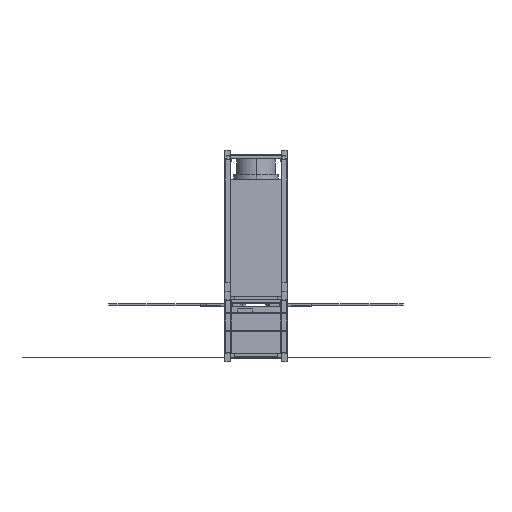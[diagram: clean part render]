
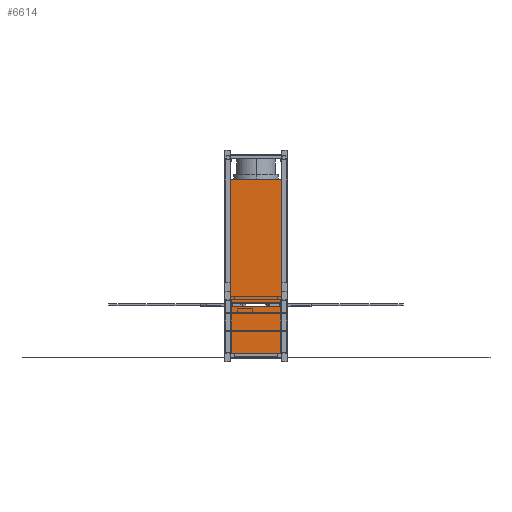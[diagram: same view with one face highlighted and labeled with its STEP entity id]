
A CAD part, left-side view. The second image highlights one B-rep face of the part: STEP entity #6614.
In plain terms, the highlighted face is planar.
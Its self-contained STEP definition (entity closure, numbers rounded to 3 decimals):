
#6468 = VERTEX_POINT('',#6469);
#6469 = CARTESIAN_POINT('',(-41.3,5.,0.6));
#6475 = EDGE_CURVE('',#6468,#6476,#6478,.T.);
#6476 = VERTEX_POINT('',#6477);
#6477 = CARTESIAN_POINT('',(41.3,5.,0.6));
#6478 = LINE('',#6479,#6480);
#6479 = CARTESIAN_POINT('',(-41.3,5.,0.6));
#6480 = VECTOR('',#6481,1000.);
#6481 = DIRECTION('',(1.,0.,0.));
#6508 = VERTEX_POINT('',#6509);
#6509 = CARTESIAN_POINT('',(-41.3,286.15,0.6));
#6515 = EDGE_CURVE('',#6508,#6468,#6516,.T.);
#6516 = LINE('',#6517,#6518);
#6517 = CARTESIAN_POINT('',(-41.3,286.15,0.6));
#6518 = VECTOR('',#6519,1000.);
#6519 = DIRECTION('',(0.,-1.,0.));
#6537 = EDGE_CURVE('',#6476,#6538,#6540,.T.);
#6538 = VERTEX_POINT('',#6539);
#6539 = CARTESIAN_POINT('',(41.3,286.15,0.6));
#6540 = LINE('',#6541,#6542);
#6541 = CARTESIAN_POINT('',(41.3,5.,0.6));
#6542 = VECTOR('',#6543,1000.);
#6543 = DIRECTION('',(0.,1.,0.));
#6614 = ADVANCED_FACE('',(#6615,#6626),#6660,.T.);
#6615 = FACE_BOUND('',#6616,.T.);
#6616 = EDGE_LOOP('',(#6617,#6618,#6619,#6625));
#6617 = ORIENTED_EDGE('',*,*,#6475,.T.);
#6618 = ORIENTED_EDGE('',*,*,#6537,.T.);
#6619 = ORIENTED_EDGE('',*,*,#6620,.T.);
#6620 = EDGE_CURVE('',#6538,#6508,#6621,.T.);
#6621 = LINE('',#6622,#6623);
#6622 = CARTESIAN_POINT('',(41.3,286.15,0.6));
#6623 = VECTOR('',#6624,1000.);
#6624 = DIRECTION('',(-1.,0.,0.));
#6625 = ORIENTED_EDGE('',*,*,#6515,.T.);
#6626 = FACE_BOUND('',#6627,.T.);
#6627 = EDGE_LOOP('',(#6628,#6638,#6646,#6654));
#6628 = ORIENTED_EDGE('',*,*,#6629,.F.);
#6629 = EDGE_CURVE('',#6630,#6632,#6634,.T.);
#6630 = VERTEX_POINT('',#6631);
#6631 = CARTESIAN_POINT('',(-37.5,81.5,0.6));
#6632 = VERTEX_POINT('',#6633);
#6633 = CARTESIAN_POINT('',(37.5,81.5,0.6));
#6634 = LINE('',#6635,#6636);
#6635 = CARTESIAN_POINT('',(-37.5,81.5,0.6));
#6636 = VECTOR('',#6637,1000.);
#6637 = DIRECTION('',(1.,0.,0.));
#6638 = ORIENTED_EDGE('',*,*,#6639,.F.);
#6639 = EDGE_CURVE('',#6640,#6630,#6642,.T.);
#6640 = VERTEX_POINT('',#6641);
#6641 = CARTESIAN_POINT('',(-37.5,87.,0.6));
#6642 = LINE('',#6643,#6644);
#6643 = CARTESIAN_POINT('',(-37.5,87.,0.6));
#6644 = VECTOR('',#6645,1000.);
#6645 = DIRECTION('',(0.,-1.,0.));
#6646 = ORIENTED_EDGE('',*,*,#6647,.F.);
#6647 = EDGE_CURVE('',#6648,#6640,#6650,.T.);
#6648 = VERTEX_POINT('',#6649);
#6649 = CARTESIAN_POINT('',(37.5,87.,0.6));
#6650 = LINE('',#6651,#6652);
#6651 = CARTESIAN_POINT('',(37.5,87.,0.6));
#6652 = VECTOR('',#6653,1000.);
#6653 = DIRECTION('',(-1.,0.,0.));
#6654 = ORIENTED_EDGE('',*,*,#6655,.F.);
#6655 = EDGE_CURVE('',#6632,#6648,#6656,.T.);
#6656 = LINE('',#6657,#6658);
#6657 = CARTESIAN_POINT('',(37.5,81.5,0.6));
#6658 = VECTOR('',#6659,1000.);
#6659 = DIRECTION('',(0.,1.,0.));
#6660 = PLANE('',#6661);
#6661 = AXIS2_PLACEMENT_3D('',#6662,#6663,#6664);
#6662 = CARTESIAN_POINT('',(0.,145.575,0.6));
#6663 = DIRECTION('',(0.,0.,1.));
#6664 = DIRECTION('',(1.,0.,0.));
